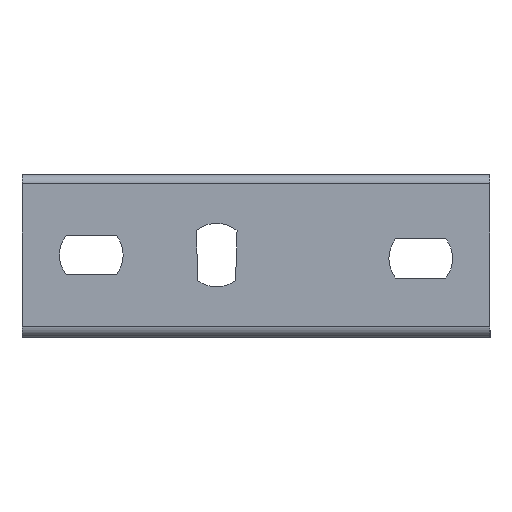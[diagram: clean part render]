
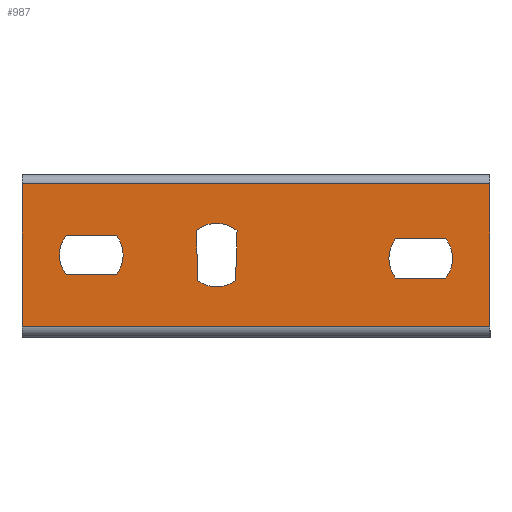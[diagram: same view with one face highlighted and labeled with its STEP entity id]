
A CAD part, left-side view. The second image highlights one B-rep face of the part: STEP entity #987.
In plain terms, the highlighted planar face has unit normal (-1, 0, 0).
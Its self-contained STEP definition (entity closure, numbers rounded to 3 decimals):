
#85 = VECTOR ( 'NONE', #2819, 1000. ) ;
#87 = VECTOR ( 'NONE', #3145, 1000. ) ;
#89 = VECTOR ( 'NONE', #2999, 1000. ) ;
#90 = LINE ( 'NONE', #2907, #89 ) ;
#91 = LINE ( 'NONE', #2722, #85 ) ;
#92 = VECTOR ( 'NONE', #3111, 1000. ) ;
#93 = LINE ( 'NONE', #3045, #87 ) ;
#94 = LINE ( 'NONE', #2738, #92 ) ;
#95 = VECTOR ( 'NONE', #3042, 1000. ) ;
#96 = CIRCLE ( 'NONE', #2517, 8.5 ) ;
#97 = LINE ( 'NONE', #3038, #95 ) ;
#98 = VECTOR ( 'NONE', #2804, 1000. ) ;
#99 = CIRCLE ( 'NONE', #2518, 8.5 ) ;
#100 = LINE ( 'NONE', #2861, #98 ) ;
#101 = VECTOR ( 'NONE', #2818, 1000. ) ;
#102 = CIRCLE ( 'NONE', #2519, 8.485 ) ;
#103 = LINE ( 'NONE', #2735, #101 ) ;
#104 = VECTOR ( 'NONE', #3004, 1000. ) ;
#105 = CIRCLE ( 'NONE', #2520, 8.485 ) ;
#106 = LINE ( 'NONE', #2783, #104 ) ;
#107 = VECTOR ( 'NONE', #3114, 1000. ) ;
#108 = CIRCLE ( 'NONE', #2521, 8.5 ) ;
#109 = LINE ( 'NONE', #2976, #107 ) ;
#110 = VECTOR ( 'NONE', #2815, 1000. ) ;
#111 = CIRCLE ( 'NONE', #2522, 8.5 ) ;
#114 = LINE ( 'NONE', #2744, #110 ) ;
#358 = DIRECTION ( 'NONE',  ( 0., 0., -1. ) ) ;
#363 = PLANE ( 'NONE',  #2596 ) ;
#369 = CARTESIAN_POINT ( 'NONE',  ( -1.429, 125., 41.037 ) ) ;
#370 = CARTESIAN_POINT ( 'NONE',  ( -1.429, 125., 3. ) ) ;
#371 = CARTESIAN_POINT ( 'NONE',  ( -1.429, 0., 3. ) ) ;
#374 = CARTESIAN_POINT ( 'NONE',  ( -1.429, 113.185, 27.268 ) ) ;
#375 = CARTESIAN_POINT ( 'NONE',  ( -1.429, 42.5, -26.071 ) ) ;
#377 = CARTESIAN_POINT ( 'NONE',  ( -1.429, 113.185, 16.768 ) ) ;
#378 = CARTESIAN_POINT ( 'NONE',  ( -1.429, 0., 41.037 ) ) ;
#391 = DIRECTION ( 'NONE',  ( 1., 0., 0. ) ) ;
#394 = CARTESIAN_POINT ( 'NONE',  ( -1.429, 25.185, 26.373 ) ) ;
#401 = CARTESIAN_POINT ( 'NONE',  ( -1.429, 67.95, 15.2 ) ) ;
#407 = CARTESIAN_POINT ( 'NONE',  ( -1.429, 25.185, 15.873 ) ) ;
#411 = CARTESIAN_POINT ( 'NONE',  ( -1.429, 11.815, 15.873 ) ) ;
#422 = CARTESIAN_POINT ( 'NONE',  ( -1.429, 11.815, 26.373 ) ) ;
#424 = CARTESIAN_POINT ( 'NONE',  ( -1.429, 99.815, 27.268 ) ) ;
#426 = CARTESIAN_POINT ( 'NONE',  ( -1.429, 67.559, 28.529 ) ) ;
#427 = CARTESIAN_POINT ( 'NONE',  ( -1.429, 78.05, 15.2 ) ) ;
#429 = CARTESIAN_POINT ( 'NONE',  ( -1.429, 99.815, 16.768 ) ) ;
#430 = CARTESIAN_POINT ( 'NONE',  ( -1.429, 78.441, 28.529 ) ) ;
#987 = ADVANCED_FACE ( 'NONE', ( #1663, #1659, #1662, #1660 ), #363, .F. ) ;
#1305 = EDGE_LOOP ( 'NONE', ( #1910, #1911, #1912, #1913 ) ) ;
#1312 = EDGE_LOOP ( 'NONE', ( #1906, #1907, #1908, #1909 ) ) ;
#1313 = EDGE_LOOP ( 'NONE', ( #1898, #1899, #1900, #1901 ) ) ;
#1318 = EDGE_LOOP ( 'NONE', ( #1902, #1903, #1904, #1905 ) ) ;
#1659 = FACE_BOUND ( 'NONE', #1318, .T. ) ;
#1660 = FACE_OUTER_BOUND ( 'NONE', #1305, .T. ) ;
#1662 = FACE_BOUND ( 'NONE', #1312, .T. ) ;
#1663 = FACE_BOUND ( 'NONE', #1313, .T. ) ;
#1737 = VERTEX_POINT ( 'NONE', #430 ) ;
#1738 = VERTEX_POINT ( 'NONE', #426 ) ;
#1739 = VERTEX_POINT ( 'NONE', #429 ) ;
#1740 = VERTEX_POINT ( 'NONE', #424 ) ;
#1741 = VERTEX_POINT ( 'NONE', #427 ) ;
#1743 = VERTEX_POINT ( 'NONE', #422 ) ;
#1752 = VERTEX_POINT ( 'NONE', #411 ) ;
#1755 = VERTEX_POINT ( 'NONE', #407 ) ;
#1760 = VERTEX_POINT ( 'NONE', #401 ) ;
#1765 = VERTEX_POINT ( 'NONE', #394 ) ;
#1778 = VERTEX_POINT ( 'NONE', #378 ) ;
#1779 = VERTEX_POINT ( 'NONE', #377 ) ;
#1780 = VERTEX_POINT ( 'NONE', #374 ) ;
#1783 = VERTEX_POINT ( 'NONE', #371 ) ;
#1784 = VERTEX_POINT ( 'NONE', #370 ) ;
#1785 = VERTEX_POINT ( 'NONE', #369 ) ;
#1898 = ORIENTED_EDGE ( 'NONE', *, *, #2682, .F. ) ;
#1899 = ORIENTED_EDGE ( 'NONE', *, *, #2683, .F. ) ;
#1900 = ORIENTED_EDGE ( 'NONE', *, *, #2684, .F. ) ;
#1901 = ORIENTED_EDGE ( 'NONE', *, *, #2685, .F. ) ;
#1902 = ORIENTED_EDGE ( 'NONE', *, *, #2686, .F. ) ;
#1903 = ORIENTED_EDGE ( 'NONE', *, *, #2687, .F. ) ;
#1904 = ORIENTED_EDGE ( 'NONE', *, *, #2688, .F. ) ;
#1905 = ORIENTED_EDGE ( 'NONE', *, *, #2689, .F. ) ;
#1906 = ORIENTED_EDGE ( 'NONE', *, *, #2690, .F. ) ;
#1907 = ORIENTED_EDGE ( 'NONE', *, *, #2691, .F. ) ;
#1908 = ORIENTED_EDGE ( 'NONE', *, *, #2692, .F. ) ;
#1909 = ORIENTED_EDGE ( 'NONE', *, *, #2693, .F. ) ;
#1910 = ORIENTED_EDGE ( 'NONE', *, *, #2694, .F. ) ;
#1911 = ORIENTED_EDGE ( 'NONE', *, *, #2695, .T. ) ;
#1912 = ORIENTED_EDGE ( 'NONE', *, *, #2696, .F. ) ;
#1913 = ORIENTED_EDGE ( 'NONE', *, *, #2697, .F. ) ;
#2517 = AXIS2_PLACEMENT_3D ( 'NONE', #2949, #2808, #3132 ) ;
#2518 = AXIS2_PLACEMENT_3D ( 'NONE', #2994, #3079, #3070 ) ;
#2519 = AXIS2_PLACEMENT_3D ( 'NONE', #3068, #2774, #2747 ) ;
#2520 = AXIS2_PLACEMENT_3D ( 'NONE', #2971, #3002, #2876 ) ;
#2521 = AXIS2_PLACEMENT_3D ( 'NONE', #2867, #2928, #2733 ) ;
#2522 = AXIS2_PLACEMENT_3D ( 'NONE', #3110, #2838, #2980 ) ;
#2596 = AXIS2_PLACEMENT_3D ( 'NONE', #375, #391, #358 ) ;
#2682 = EDGE_CURVE ( 'NONE', #1755, #1752, #114, .T. ) ;
#2683 = EDGE_CURVE ( 'NONE', #1765, #1755, #111, .T. ) ;
#2684 = EDGE_CURVE ( 'NONE', #1743, #1765, #109, .T. ) ;
#2685 = EDGE_CURVE ( 'NONE', #1752, #1743, #108, .T. ) ;
#2686 = EDGE_CURVE ( 'NONE', #1760, #1738, #106, .T. ) ;
#2687 = EDGE_CURVE ( 'NONE', #1741, #1760, #105, .T. ) ;
#2688 = EDGE_CURVE ( 'NONE', #1737, #1741, #103, .T. ) ;
#2689 = EDGE_CURVE ( 'NONE', #1738, #1737, #102, .T. ) ;
#2690 = EDGE_CURVE ( 'NONE', #1740, #1780, #100, .T. ) ;
#2691 = EDGE_CURVE ( 'NONE', #1739, #1740, #99, .T. ) ;
#2692 = EDGE_CURVE ( 'NONE', #1779, #1739, #97, .T. ) ;
#2693 = EDGE_CURVE ( 'NONE', #1780, #1779, #96, .T. ) ;
#2694 = EDGE_CURVE ( 'NONE', #1778, #1783, #94, .T. ) ;
#2695 = EDGE_CURVE ( 'NONE', #1778, #1785, #90, .T. ) ;
#2696 = EDGE_CURVE ( 'NONE', #1784, #1785, #93, .T. ) ;
#2697 = EDGE_CURVE ( 'NONE', #1783, #1784, #91, .T. ) ;
#2722 = CARTESIAN_POINT ( 'NONE',  ( -1.429, 42.5, 3. ) ) ;
#2733 = DIRECTION ( 'NONE',  ( 0., 0., 1. ) ) ;
#2735 = CARTESIAN_POINT ( 'NONE',  ( -1.429, 78.05, 15.2 ) ) ;
#2738 = CARTESIAN_POINT ( 'NONE',  ( -1.429, 0., 60.249 ) ) ;
#2744 = CARTESIAN_POINT ( 'NONE',  ( -1.429, 25.185, 15.873 ) ) ;
#2747 = DIRECTION ( 'NONE',  ( 0., 0., 1. ) ) ;
#2774 = DIRECTION ( 'NONE',  ( -1., 0., 0. ) ) ;
#2783 = CARTESIAN_POINT ( 'NONE',  ( -1.429, 67.95, 15.2 ) ) ;
#2804 = DIRECTION ( 'NONE',  ( 0., 1., 0. ) ) ;
#2808 = DIRECTION ( 'NONE',  ( -1., 0., 0. ) ) ;
#2815 = DIRECTION ( 'NONE',  ( 0., -1., 0. ) ) ;
#2818 = DIRECTION ( 'NONE',  ( 0., -0.029, -1. ) ) ;
#2819 = DIRECTION ( 'NONE',  ( 0., 1., 0. ) ) ;
#2838 = DIRECTION ( 'NONE',  ( -1., 0., 0. ) ) ;
#2861 = CARTESIAN_POINT ( 'NONE',  ( -1.429, 113.185, 27.268 ) ) ;
#2867 = CARTESIAN_POINT ( 'NONE',  ( -1.429, 18.5, 21.123 ) ) ;
#2876 = DIRECTION ( 'NONE',  ( 0., 0., 1. ) ) ;
#2907 = CARTESIAN_POINT ( 'NONE',  ( -1.429, 42.5, 41.037 ) ) ;
#2928 = DIRECTION ( 'NONE',  ( -1., 0., 0. ) ) ;
#2949 = CARTESIAN_POINT ( 'NONE',  ( -1.429, 106.5, 22.018 ) ) ;
#2971 = CARTESIAN_POINT ( 'NONE',  ( -1.429, 73., 22.018 ) ) ;
#2976 = CARTESIAN_POINT ( 'NONE',  ( -1.429, 25.185, 26.373 ) ) ;
#2980 = DIRECTION ( 'NONE',  ( 0., 0., 1. ) ) ;
#2994 = CARTESIAN_POINT ( 'NONE',  ( -1.429, 106.5, 22.018 ) ) ;
#2999 = DIRECTION ( 'NONE',  ( 0., 1., 0. ) ) ;
#3002 = DIRECTION ( 'NONE',  ( -1., 0., 0. ) ) ;
#3004 = DIRECTION ( 'NONE',  ( 0., -0.029, 1. ) ) ;
#3038 = CARTESIAN_POINT ( 'NONE',  ( -1.429, 113.185, 16.768 ) ) ;
#3042 = DIRECTION ( 'NONE',  ( 0., -1., 0. ) ) ;
#3045 = CARTESIAN_POINT ( 'NONE',  ( -1.429, 125., 56.429 ) ) ;
#3068 = CARTESIAN_POINT ( 'NONE',  ( -1.429, 73., 22.018 ) ) ;
#3070 = DIRECTION ( 'NONE',  ( 0., 0., 1. ) ) ;
#3079 = DIRECTION ( 'NONE',  ( -1., 0., 0. ) ) ;
#3110 = CARTESIAN_POINT ( 'NONE',  ( -1.429, 18.5, 21.123 ) ) ;
#3111 = DIRECTION ( 'NONE',  ( 0., 0., -1. ) ) ;
#3114 = DIRECTION ( 'NONE',  ( 0., 1., 0. ) ) ;
#3132 = DIRECTION ( 'NONE',  ( 0., 0., 1. ) ) ;
#3145 = DIRECTION ( 'NONE',  ( 0., 0., 1. ) ) ;
